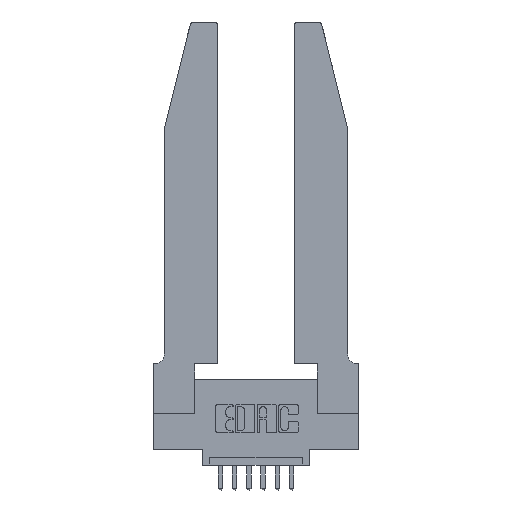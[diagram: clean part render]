
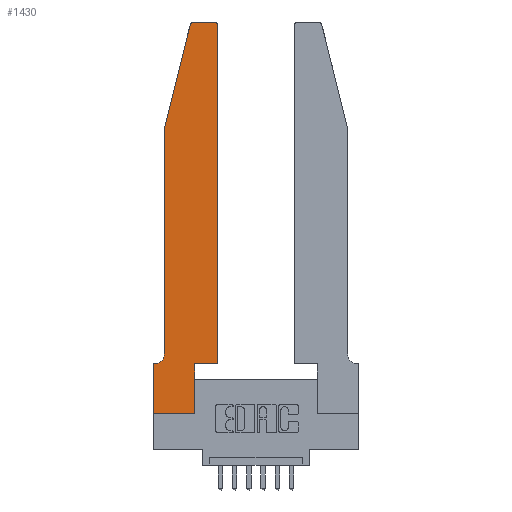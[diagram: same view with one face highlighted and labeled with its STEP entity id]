
A CAD part, top view. The second image highlights one B-rep face of the part: STEP entity #1430.
In plain terms, the highlighted planar face has unit normal (0, 0, 1).
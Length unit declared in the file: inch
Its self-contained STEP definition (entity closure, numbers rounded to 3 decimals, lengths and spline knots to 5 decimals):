
#45 = VERTEX_POINT ( 'NONE', #10444 ) ;
#303 = VERTEX_POINT ( 'NONE', #4340 ) ;
#448 = PLANE ( 'NONE',  #2487 ) ;
#556 = CARTESIAN_POINT ( 'NONE',  ( 0., 0., 0.37 ) ) ;
#628 = VERTEX_POINT ( 'NONE', #4957 ) ;
#1032 = CARTESIAN_POINT ( 'NONE',  ( 0.2865, 0.35, 0.37 ) ) ;
#1218 = LINE ( 'NONE', #556, #1907 ) ;
#1221 = ORIENTED_EDGE ( 'NONE', *, *, #13326, .T. ) ;
#1342 = ORIENTED_EDGE ( 'NONE', *, *, #5955, .T. ) ;
#1428 = DIRECTION ( 'NONE',  ( 0., 0., 1. ) ) ;
#1430 = ADVANCED_FACE ( 'NONE', ( #2354 ), #448, .T. ) ;
#1574 = CARTESIAN_POINT ( 'NONE',  ( 0.4505, 0.35, 0.37 ) ) ;
#1826 = DIRECTION ( 'NONE',  ( 0., 0., 1. ) ) ;
#1882 = LINE ( 'NONE', #4179, #5020 ) ;
#1907 = VECTOR ( 'NONE', #11704, 39.37008 ) ;
#2047 = LINE ( 'NONE', #6566, #7577 ) ;
#2139 = EDGE_CURVE ( 'NONE', #13595, #7053, #13252, .T. ) ;
#2339 = VECTOR ( 'NONE', #6074, 39.37008 ) ;
#2354 = FACE_OUTER_BOUND ( 'NONE', #8487, .T. ) ;
#2487 = AXIS2_PLACEMENT_3D ( 'NONE', #8504, #1826, #9595 ) ;
#2500 = CARTESIAN_POINT ( 'NONE',  ( 0.4205, 2.75, 0.37 ) ) ;
#2522 = CARTESIAN_POINT ( 'NONE',  ( 0.284, 2.72, 0.37 ) ) ;
#2745 = EDGE_CURVE ( 'NONE', #45, #303, #13578, .T. ) ;
#2913 = EDGE_CURVE ( 'NONE', #7053, #7302, #8520, .T. ) ;
#2985 = VERTEX_POINT ( 'NONE', #10366 ) ;
#3639 = ORIENTED_EDGE ( 'NONE', *, *, #7990, .T. ) ;
#3875 = DIRECTION ( 'NONE',  ( -1., 0., 0. ) ) ;
#3900 = VECTOR ( 'NONE', #12340, 39.37008 ) ;
#3973 = DIRECTION ( 'NONE',  ( -1., 0., 0. ) ) ;
#4026 = CARTESIAN_POINT ( 'NONE',  ( 0.4505, 2.72, 0.37 ) ) ;
#4153 = CARTESIAN_POINT ( 'NONE',  ( 0.25487, 2.72718, 0.37 ) ) ;
#4179 = CARTESIAN_POINT ( 'NONE',  ( 0., 0., 0.37 ) ) ;
#4214 = EDGE_CURVE ( 'NONE', #13724, #2985, #1218, .T. ) ;
#4340 = CARTESIAN_POINT ( 'NONE',  ( 0.0055, 0.35, 0.37 ) ) ;
#4537 = CARTESIAN_POINT ( 'NONE',  ( 0.2865, 0., 0.37 ) ) ;
#4569 = CIRCLE ( 'NONE', #7438, 0.03 ) ;
#4642 = LINE ( 'NONE', #5504, #10313 ) ;
#4869 = ORIENTED_EDGE ( 'NONE', *, *, #9346, .T. ) ;
#4957 = CARTESIAN_POINT ( 'NONE',  ( 0.0755, 2., 0.37 ) ) ;
#4961 = CARTESIAN_POINT ( 'NONE',  ( 0.0055, 0.42, 0.37 ) ) ;
#5020 = VECTOR ( 'NONE', #10756, 39.37008 ) ;
#5026 = VERTEX_POINT ( 'NONE', #12005 ) ;
#5310 = ORIENTED_EDGE ( 'NONE', *, *, #11044, .T. ) ;
#5504 = CARTESIAN_POINT ( 'NONE',  ( 0.4505, 0.35, 0.37 ) ) ;
#5955 = EDGE_CURVE ( 'NONE', #10506, #628, #2047, .T. ) ;
#6010 = LINE ( 'NONE', #13867, #12274 ) ;
#6074 = DIRECTION ( 'NONE',  ( 0., 1., 0. ) ) ;
#6098 = ORIENTED_EDGE ( 'NONE', *, *, #4214, .T. ) ;
#6127 = EDGE_CURVE ( 'NONE', #7794, #9685, #13826, .T. ) ;
#6566 = CARTESIAN_POINT ( 'NONE',  ( 0.0755, 2., 0.37 ) ) ;
#6861 = DIRECTION ( 'NONE',  ( 1., 0., 0. ) ) ;
#7053 = VERTEX_POINT ( 'NONE', #4026 ) ;
#7144 = LINE ( 'NONE', #11371, #3900 ) ;
#7192 = EDGE_CURVE ( 'NONE', #9685, #13595, #4642, .T. ) ;
#7302 = VERTEX_POINT ( 'NONE', #2500 ) ;
#7339 = LINE ( 'NONE', #9829, #13770 ) ;
#7402 = ORIENTED_EDGE ( 'NONE', *, *, #2745, .T. ) ;
#7438 = AXIS2_PLACEMENT_3D ( 'NONE', #2522, #1428, #12541 ) ;
#7558 = DIRECTION ( 'NONE',  ( 1., 0., 0. ) ) ;
#7577 = VECTOR ( 'NONE', #12138, 39.37008 ) ;
#7794 = VERTEX_POINT ( 'NONE', #4537 ) ;
#7990 = EDGE_CURVE ( 'NONE', #7302, #5026, #7339, .T. ) ;
#8487 = EDGE_LOOP ( 'NONE', ( #3639, #4869, #1342, #9633, #7402, #1221, #6098, #5310, #12749, #10905, #10382, #12335 ) ) ;
#8504 = CARTESIAN_POINT ( 'NONE',  ( 0., 0.35, 0.37 ) ) ;
#8520 = CIRCLE ( 'NONE', #8582, 0.03 ) ;
#8582 = AXIS2_PLACEMENT_3D ( 'NONE', #12426, #13528, #6861 ) ;
#8705 = DIRECTION ( 'NONE',  ( 0., 1., 0. ) ) ;
#8715 = EDGE_CURVE ( 'NONE', #628, #45, #7144, .T. ) ;
#9114 = CARTESIAN_POINT ( 'NONE',  ( 0., 0.35, 0.37 ) ) ;
#9141 = VECTOR ( 'NONE', #8705, 39.37008 ) ;
#9346 = EDGE_CURVE ( 'NONE', #5026, #10506, #4569, .T. ) ;
#9595 = DIRECTION ( 'NONE',  ( 1., 0., 0. ) ) ;
#9633 = ORIENTED_EDGE ( 'NONE', *, *, #8715, .T. ) ;
#9685 = VERTEX_POINT ( 'NONE', #12261 ) ;
#9829 = CARTESIAN_POINT ( 'NONE',  ( 0.2605, 2.75, 0.37 ) ) ;
#10313 = VECTOR ( 'NONE', #7558, 39.37008 ) ;
#10366 = CARTESIAN_POINT ( 'NONE',  ( 0., 0., 0.37 ) ) ;
#10382 = ORIENTED_EDGE ( 'NONE', *, *, #2139, .T. ) ;
#10444 = CARTESIAN_POINT ( 'NONE',  ( 0.0755, 0.42, 0.37 ) ) ;
#10506 = VERTEX_POINT ( 'NONE', #4153 ) ;
#10756 = DIRECTION ( 'NONE',  ( 1., 0., 0. ) ) ;
#10905 = ORIENTED_EDGE ( 'NONE', *, *, #7192, .T. ) ;
#11044 = EDGE_CURVE ( 'NONE', #2985, #7794, #1882, .T. ) ;
#11371 = CARTESIAN_POINT ( 'NONE',  ( 0.0755, 2., 0.37 ) ) ;
#11704 = DIRECTION ( 'NONE',  ( 0., -1., 0. ) ) ;
#12005 = CARTESIAN_POINT ( 'NONE',  ( 0.284, 2.75, 0.37 ) ) ;
#12138 = DIRECTION ( 'NONE',  ( -0.239, -0.971, 0. ) ) ;
#12261 = CARTESIAN_POINT ( 'NONE',  ( 0.2865, 0.35, 0.37 ) ) ;
#12274 = VECTOR ( 'NONE', #3973, 39.37008 ) ;
#12335 = ORIENTED_EDGE ( 'NONE', *, *, #2913, .T. ) ;
#12340 = DIRECTION ( 'NONE',  ( 0., -1., 0. ) ) ;
#12426 = CARTESIAN_POINT ( 'NONE',  ( 0.4205, 2.72, 0.37 ) ) ;
#12541 = DIRECTION ( 'NONE',  ( 1., 0., 0. ) ) ;
#12749 = ORIENTED_EDGE ( 'NONE', *, *, #6127, .T. ) ;
#12759 = DIRECTION ( 'NONE',  ( 0., 0., -1. ) ) ;
#13252 = LINE ( 'NONE', #1574, #2339 ) ;
#13326 = EDGE_CURVE ( 'NONE', #303, #13724, #6010, .T. ) ;
#13343 = CARTESIAN_POINT ( 'NONE',  ( 0.4505, 0.35, 0.37 ) ) ;
#13347 = AXIS2_PLACEMENT_3D ( 'NONE', #4961, #12759, #3875 ) ;
#13528 = DIRECTION ( 'NONE',  ( 0., 0., 1. ) ) ;
#13578 = CIRCLE ( 'NONE', #13347, 0.07 ) ;
#13595 = VERTEX_POINT ( 'NONE', #13343 ) ;
#13724 = VERTEX_POINT ( 'NONE', #9114 ) ;
#13770 = VECTOR ( 'NONE', #14102, 39.37008 ) ;
#13826 = LINE ( 'NONE', #1032, #9141 ) ;
#13867 = CARTESIAN_POINT ( 'NONE',  ( 0.0755, 0.35, 0.37 ) ) ;
#14102 = DIRECTION ( 'NONE',  ( -1., 0., 0. ) ) ;
